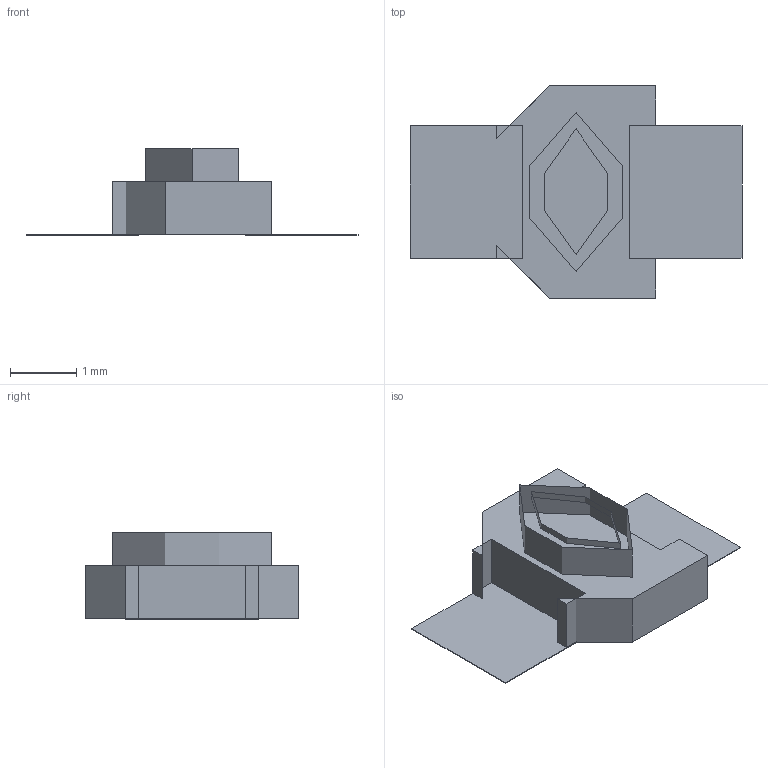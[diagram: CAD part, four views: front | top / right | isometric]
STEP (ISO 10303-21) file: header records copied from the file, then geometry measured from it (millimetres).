
FILE_DESCRIPTION(('STEP AP214'),'1');
FILE_NAME('CRYSTAL240X120N','2023-06-11T08:49:28',(''),(''),'','','');
FILE_SCHEMA(('AUTOMOTIVE_DESIGN'));
Length unit declared in the file: millimetre
Products named in the file (1): CRYSTAL240X120N
Bounding box: 5 x 3.2 x 1.31 mm (x, y, z)
Topology: 0 solids, 44 shells, 44 faces, 156 edges, 152 vertices
Faces by surface type: plane 40, cylinder 4
Entity records: 2037 total; most frequent: CARTESIAN_POINT 401, VERTEX_POINT 360, DIRECTION 278, ORIENTED_EDGE 180, EDGE_CURVE 180, LINE 164, VECTOR 164, AXIS2_PLACEMENT_3D 57
